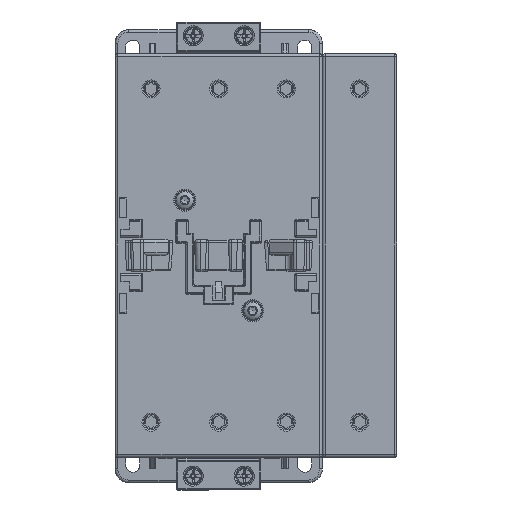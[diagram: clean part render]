
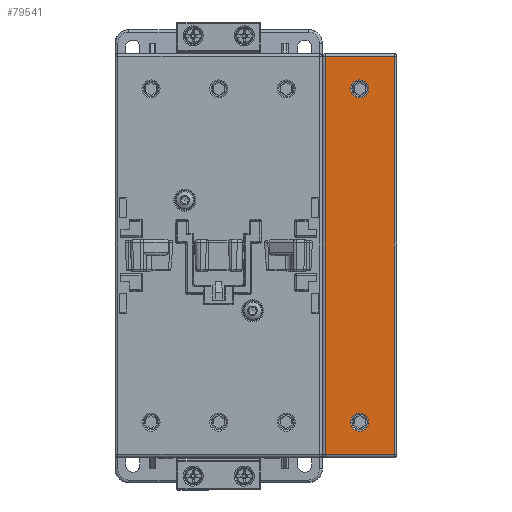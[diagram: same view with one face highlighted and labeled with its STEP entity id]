
A CAD part, top view. The second image highlights one B-rep face of the part: STEP entity #79541.
In plain terms, the highlighted planar face has unit normal (0, 0, 1).
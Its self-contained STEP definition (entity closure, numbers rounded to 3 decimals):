
#2777=FACE_BOUND('',#14815,.T.);
#2778=FACE_BOUND('',#14816,.T.);
#5222=PLANE('',#87147);
#9780=FACE_OUTER_BOUND('',#14814,.T.);
#14814=EDGE_LOOP('',(#73205,#73206,#73207,#73208));
#14815=EDGE_LOOP('',(#73209));
#14816=EDGE_LOOP('',(#73210));
#22362=LINE('',#144307,#29906);
#22363=LINE('',#144315,#29907);
#22364=LINE('',#144320,#29908);
#22365=LINE('',#144322,#29909);
#29906=VECTOR('',#109803,144.);
#29907=VECTOR('',#109816,25.);
#29908=VECTOR('',#109823,25.);
#29909=VECTOR('',#109826,144.);
#32047=CIRCLE('',#87148,3.268);
#32048=CIRCLE('',#87149,3.268);
#39222=VERTEX_POINT('',#144304);
#39223=VERTEX_POINT('',#144306);
#39224=VERTEX_POINT('',#144314);
#39225=VERTEX_POINT('',#144318);
#39226=VERTEX_POINT('',#144323);
#39227=VERTEX_POINT('',#144325);
#50556=EDGE_CURVE('',#39222,#39223,#22362,.T.);
#50560=EDGE_CURVE('',#39223,#39224,#22363,.T.);
#50563=EDGE_CURVE('',#39225,#39222,#22364,.T.);
#50564=EDGE_CURVE('',#39224,#39225,#22365,.T.);
#50565=EDGE_CURVE('',#39226,#39226,#32047,.T.);
#50566=EDGE_CURVE('',#39227,#39227,#32048,.T.);
#73205=ORIENTED_EDGE('',*,*,#50556,.F.);
#73206=ORIENTED_EDGE('',*,*,#50563,.F.);
#73207=ORIENTED_EDGE('',*,*,#50564,.F.);
#73208=ORIENTED_EDGE('',*,*,#50560,.F.);
#73209=ORIENTED_EDGE('',*,*,#50565,.F.);
#73210=ORIENTED_EDGE('',*,*,#50566,.F.);
#79541=ADVANCED_FACE('',(#9780,#2777,#2778),#5222,.F.);
#87147=AXIS2_PLACEMENT_3D('',#144321,#109824,#109825);
#87148=AXIS2_PLACEMENT_3D('',#144324,#109827,#109828);
#87149=AXIS2_PLACEMENT_3D('',#144326,#109829,#109830);
#109803=DIRECTION('',(0.,1.,0.));
#109816=DIRECTION('',(1.,0.,0.));
#109823=DIRECTION('',(-1.,0.,0.));
#109824=DIRECTION('center_axis',(0.,0.,
-1.));
#109825=DIRECTION('ref_axis',(0.,-1.,0.));
#109826=DIRECTION('',(0.,-1.,0.));
#109827=DIRECTION('center_axis',(0.,0.,
1.));
#109828=DIRECTION('ref_axis',(-1.,0.,0.));
#109829=DIRECTION('center_axis',(0.,0.,
1.));
#109830=DIRECTION('ref_axis',(-1.,0.,0.));
#144304=CARTESIAN_POINT('',(38.5,-71.,131.6));
#144306=CARTESIAN_POINT('',(38.5,73.,131.6));
#144307=CARTESIAN_POINT('',(38.5,-34.45,131.6));
#144314=CARTESIAN_POINT('',(63.5,73.,131.6));
#144315=CARTESIAN_POINT('',(44.75,73.,131.6));
#144318=CARTESIAN_POINT('',(63.5,-71.,131.6));
#144320=CARTESIAN_POINT('',(57.25,-71.,131.6));
#144321=CARTESIAN_POINT('Origin',(51.,-0.9,131.6));
#144322=CARTESIAN_POINT('',(63.5,34.55,131.6));
#144323=CARTESIAN_POINT('',(54.268,-59.3,131.6));
#144324=CARTESIAN_POINT('Origin',(51.,-59.3,131.6));
#144325=CARTESIAN_POINT('',(54.268,61.3,131.6));
#144326=CARTESIAN_POINT('Origin',(51.,61.3,131.6));
